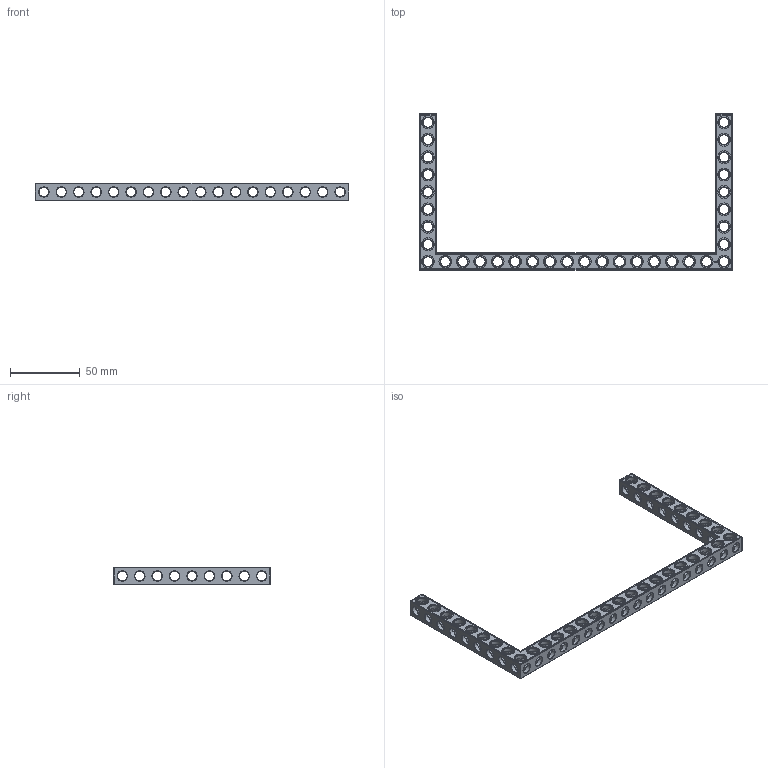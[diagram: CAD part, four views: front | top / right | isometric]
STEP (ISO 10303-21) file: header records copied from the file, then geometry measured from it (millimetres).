
FILE_DESCRIPTION(('FreeCAD Model'),'2;1');
FILE_NAME('Open CASCADE Shape Model','2022-03-06T20:27:31',('Author'),( ''),'Open CASCADE STEP processor 7.5','FreeCAD','Unknown');
FILE_SCHEMA(('AUTOMOTIVE_DESIGN { 1 0 10303 214 1 1 1 1 }'));
Products named in the file (1): Beam AGD ESS USH SYM BU18x09x01 - SPN-BEM-0601 (stemfie.org)
Bounding box: 225 x 112.5 x 12.5 mm (x, y, z)
Volume: 33214 mm3; surface area: 29687.6 mm2
Topology: 1 solids, 1 shells, 908 faces, 2767 edges, 1793 vertices
Faces by surface type: plane 403, cylinder 205, extrusion 162, cone 138
Full cylindrical faces by diameter (mm): 6.98 x20, 7 x151, 9.2 x34
Entity records: 155431 total; most frequent: CARTESIAN_POINT 103681, DIRECTION 8451, ORIENTED_EDGE 5534, PCURVE 5534, DEFINITIONAL_REPRESENTATION 5534, VECTOR 5223, LINE 5061, EDGE_CURVE 2767
